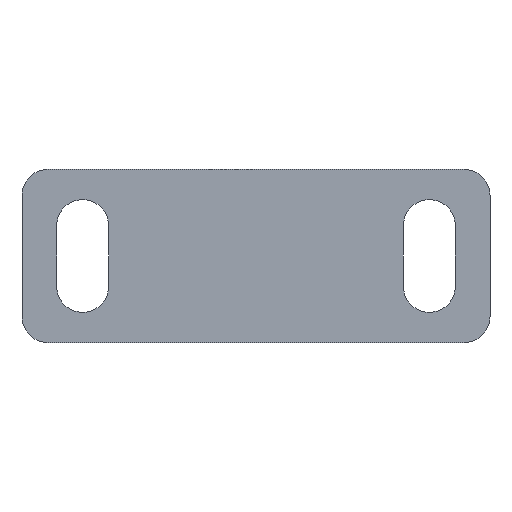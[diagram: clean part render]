
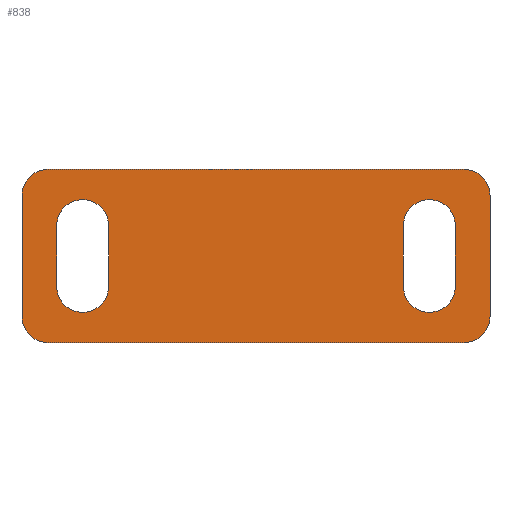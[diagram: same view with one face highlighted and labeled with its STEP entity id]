
A CAD part, front view. The second image highlights one B-rep face of the part: STEP entity #838.
In plain terms, the highlighted planar face has unit normal (0, -1, 0).
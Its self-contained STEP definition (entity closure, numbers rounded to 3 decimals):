
#25=FACE_BOUND('',#142,.T.);
#26=FACE_BOUND('',#143,.T.);
#47=PLANE('',#948);
#89=FACE_OUTER_BOUND('',#141,.T.);
#141=EDGE_LOOP('',(#760,#761,#762,#763,#764,#765,#766,#767));
#142=EDGE_LOOP('',(#768,#769,#770,#771));
#143=EDGE_LOOP('',(#772,#773,#774,#775));
#154=CIRCLE('',#874,3.);
#155=CIRCLE('',#877,3.);
#157=CIRCLE('',#881,3.);
#158=CIRCLE('',#884,3.);
#169=CIRCLE('',#902,3.);
#170=CIRCLE('',#904,3.);
#175=CIRCLE('',#915,3.);
#176=CIRCLE('',#918,3.);
#213=LINE('',#1299,#283);
#216=LINE('',#1308,#286);
#219=LINE('',#1316,#289);
#221=LINE('',#1322,#291);
#233=LINE('',#1366,#303);
#237=LINE('',#1377,#307);
#249=LINE('',#1411,#319);
#251=LINE('',#1417,#321);
#283=VECTOR('',#1006,10.);
#286=VECTOR('',#1017,10.);
#289=VECTOR('',#1026,10.);
#291=VECTOR('',#1034,10.);
#303=VECTOR('',#1076,10.);
#307=VECTOR('',#1090,10.);
#319=VECTOR('',#1124,10.);
#321=VECTOR('',#1132,10.);
#362=VERTEX_POINT('',#1291);
#363=VERTEX_POINT('',#1293);
#364=VERTEX_POINT('',#1297);
#365=VERTEX_POINT('',#1301);
#366=VERTEX_POINT('',#1306);
#367=VERTEX_POINT('',#1310);
#368=VERTEX_POINT('',#1314);
#369=VERTEX_POINT('',#1318);
#385=VERTEX_POINT('',#1363);
#386=VERTEX_POINT('',#1365);
#387=VERTEX_POINT('',#1369);
#388=VERTEX_POINT('',#1373);
#397=VERTEX_POINT('',#1403);
#398=VERTEX_POINT('',#1405);
#399=VERTEX_POINT('',#1409);
#400=VERTEX_POINT('',#1413);
#447=EDGE_CURVE('',#362,#363,#154,.T.);
#450=EDGE_CURVE('',#362,#364,#213,.T.);
#452=EDGE_CURVE('',#365,#364,#155,.T.);
#455=EDGE_CURVE('',#366,#365,#216,.T.);
#456=EDGE_CURVE('',#367,#366,#157,.T.);
#459=EDGE_CURVE('',#368,#367,#219,.T.);
#460=EDGE_CURVE('',#369,#368,#158,.T.);
#462=EDGE_CURVE('',#369,#363,#221,.T.);
#484=EDGE_CURVE('',#386,#385,#233,.T.);
#487=EDGE_CURVE('',#385,#387,#169,.T.);
#488=EDGE_CURVE('',#388,#386,#170,.T.);
#490=EDGE_CURVE('',#387,#388,#237,.T.);
#504=EDGE_CURVE('',#398,#397,#175,.T.);
#507=EDGE_CURVE('',#397,#399,#249,.T.);
#509=EDGE_CURVE('',#399,#400,#176,.T.);
#510=EDGE_CURVE('',#400,#398,#251,.T.);
#760=ORIENTED_EDGE('',*,*,#447,.F.);
#761=ORIENTED_EDGE('',*,*,#450,.T.);
#762=ORIENTED_EDGE('',*,*,#452,.F.);
#763=ORIENTED_EDGE('',*,*,#455,.F.);
#764=ORIENTED_EDGE('',*,*,#456,.F.);
#765=ORIENTED_EDGE('',*,*,#459,.F.);
#766=ORIENTED_EDGE('',*,*,#460,.F.);
#767=ORIENTED_EDGE('',*,*,#462,.T.);
#768=ORIENTED_EDGE('',*,*,#484,.T.);
#769=ORIENTED_EDGE('',*,*,#487,.T.);
#770=ORIENTED_EDGE('',*,*,#490,.T.);
#771=ORIENTED_EDGE('',*,*,#488,.T.);
#772=ORIENTED_EDGE('',*,*,#504,.T.);
#773=ORIENTED_EDGE('',*,*,#507,.T.);
#774=ORIENTED_EDGE('',*,*,#509,.T.);
#775=ORIENTED_EDGE('',*,*,#510,.T.);
#838=ADVANCED_FACE('',(#89,#25,#26),#47,.T.);
#874=AXIS2_PLACEMENT_3D('',#1294,#1000,#1001);
#877=AXIS2_PLACEMENT_3D('',#1303,#1010,#1011);
#881=AXIS2_PLACEMENT_3D('',#1311,#1020,#1021);
#884=AXIS2_PLACEMENT_3D('',#1319,#1029,#1030);
#902=AXIS2_PLACEMENT_3D('',#1371,#1081,#1082);
#904=AXIS2_PLACEMENT_3D('',#1374,#1085,#1086);
#915=AXIS2_PLACEMENT_3D('',#1406,#1118,#1119);
#918=AXIS2_PLACEMENT_3D('',#1415,#1128,#1129);
#948=AXIS2_PLACEMENT_3D('',#1471,#1199,#1200);
#1000=DIRECTION('center_axis',(0.,1.,0.));
#1001=DIRECTION('ref_axis',(0.707,0.,-0.707));
#1006=DIRECTION('',(0.,0.,1.));
#1010=DIRECTION('center_axis',(0.,1.,0.));
#1011=DIRECTION('ref_axis',(0.707,0.,0.707));
#1017=DIRECTION('',(1.,0.,0.));
#1020=DIRECTION('center_axis',(0.,1.,0.));
#1021=DIRECTION('ref_axis',(-0.707,0.,0.707));
#1026=DIRECTION('',(0.,0.,1.));
#1029=DIRECTION('center_axis',(0.,1.,0.));
#1030=DIRECTION('ref_axis',(-0.707,0.,-0.707));
#1034=DIRECTION('',(1.,0.,0.));
#1076=DIRECTION('',(0.,0.,1.));
#1081=DIRECTION('center_axis',(0.,1.,0.));
#1082=DIRECTION('ref_axis',(1.,0.,0.));
#1085=DIRECTION('center_axis',(0.,1.,0.));
#1086=DIRECTION('ref_axis',(-1.,0.,0.));
#1090=DIRECTION('',(0.,0.,-1.));
#1118=DIRECTION('center_axis',(0.,1.,0.));
#1119=DIRECTION('ref_axis',(1.,0.,0.));
#1124=DIRECTION('',(0.,0.,1.));
#1128=DIRECTION('center_axis',(0.,1.,0.));
#1129=DIRECTION('ref_axis',(-1.,0.,0.));
#1132=DIRECTION('',(0.,0.,-1.));
#1199=DIRECTION('center_axis',(0.,-1.,0.));
#1200=DIRECTION('ref_axis',(1.,0.,0.));
#1291=CARTESIAN_POINT('',(27.,-18.45,3.));
#1293=CARTESIAN_POINT('',(24.,-18.45,0.));
#1294=CARTESIAN_POINT('Origin',(24.,-18.45,3.));
#1297=CARTESIAN_POINT('',(27.,-18.45,17.));
#1299=CARTESIAN_POINT('',(27.,-18.45,0.));
#1301=CARTESIAN_POINT('',(24.,-18.45,20.));
#1303=CARTESIAN_POINT('Origin',(24.,-18.45,17.));
#1306=CARTESIAN_POINT('',(-24.,-18.45,20.));
#1308=CARTESIAN_POINT('',(-27.,-18.45,20.));
#1310=CARTESIAN_POINT('',(-27.,-18.45,17.));
#1311=CARTESIAN_POINT('Origin',(-24.,-18.45,17.));
#1314=CARTESIAN_POINT('',(-27.,-18.45,3.));
#1316=CARTESIAN_POINT('',(-27.,-18.45,0.));
#1318=CARTESIAN_POINT('',(-24.,-18.45,0.));
#1319=CARTESIAN_POINT('Origin',(-24.,-18.45,3.));
#1322=CARTESIAN_POINT('',(-27.,-18.45,0.));
#1363=CARTESIAN_POINT('',(17.,-18.45,13.5));
#1365=CARTESIAN_POINT('',(17.,-18.45,6.5));
#1366=CARTESIAN_POINT('',(17.,-18.45,3.25));
#1369=CARTESIAN_POINT('',(23.,-18.45,13.5));
#1371=CARTESIAN_POINT('Origin',(20.,-18.45,13.5));
#1373=CARTESIAN_POINT('',(23.,-18.45,6.5));
#1374=CARTESIAN_POINT('Origin',(20.,-18.45,6.5));
#1377=CARTESIAN_POINT('',(23.,-18.45,6.75));
#1403=CARTESIAN_POINT('',(-23.,-18.45,6.5));
#1405=CARTESIAN_POINT('',(-17.,-18.45,6.5));
#1406=CARTESIAN_POINT('Origin',(-20.,-18.45,6.5));
#1409=CARTESIAN_POINT('',(-23.,-18.45,13.5));
#1411=CARTESIAN_POINT('',(-23.,-18.45,6.75));
#1413=CARTESIAN_POINT('',(-17.,-18.45,13.5));
#1415=CARTESIAN_POINT('Origin',(-20.,-18.45,13.5));
#1417=CARTESIAN_POINT('',(-17.,-18.45,3.25));
#1471=CARTESIAN_POINT('Origin',(-27.,-18.45,0.));
